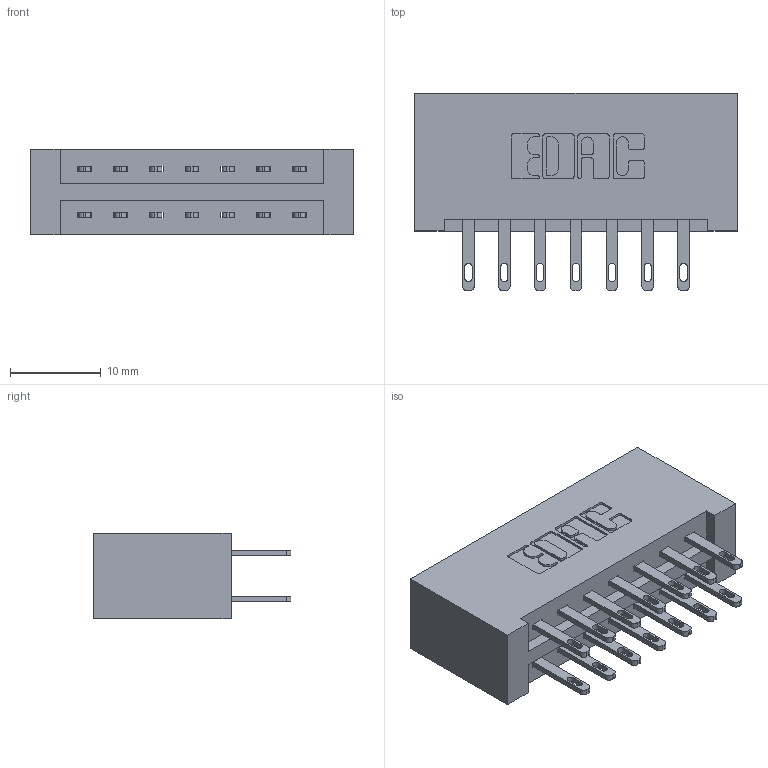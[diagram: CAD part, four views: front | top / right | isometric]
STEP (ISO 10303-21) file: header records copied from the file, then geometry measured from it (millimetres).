
FILE_DESCRIPTION (( 'STEP AP203' ), '1' );
FILE_NAME ('337-014-500-201.STEP', '2018-08-04T13:38:02', ( '' ), ( '' ), 'SwSTEP 2.0', 'SolidWorks 2016', '' );
FILE_SCHEMA (( 'CONFIG_CONTROL_DESIGN' ));
Length unit declared in the file: inch
Products named in the file (3): 337 Part_No Mounting Lugs; 345-292-001_345-293-100; 337-014-500-201
Assembly tree (15 placements, depth 2):
  337-014-500-201
    337 Part_No Mounting Lugs
    345-292-001_345-293-100  x14
Bounding box: 35.61 x 21.85 x 9.4 mm (x, y, z)
Volume: 4090.6 mm3; surface area: 4495.9 mm2
Topology: 15 solids, 15 shells, 806 faces, 2429 edges, 1618 vertices
Faces by surface type: plane 514, cylinder 292
Entity records: 9607 total; most frequent: CARTESIAN_POINT 1646, ORIENTED_EDGE 1582, DIRECTION 1459, EDGE_CURVE 791, VECTOR 667, LINE 667, VERTEX_POINT 526, AXIS2_PLACEMENT_3D 396
